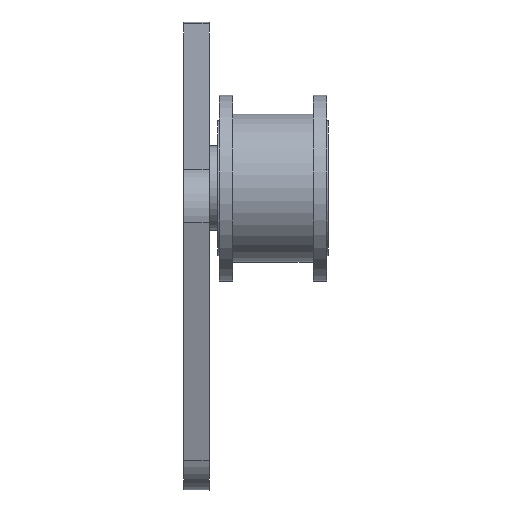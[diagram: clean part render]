
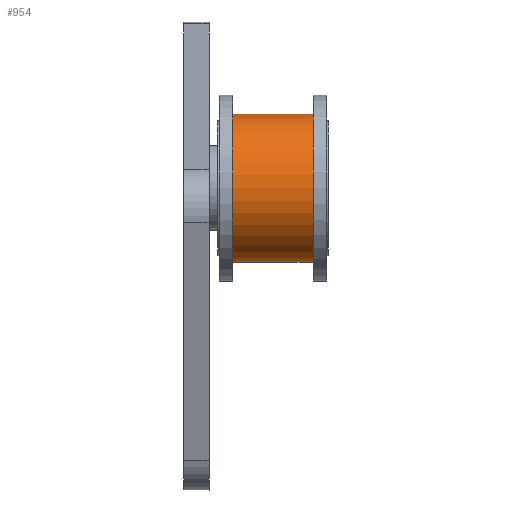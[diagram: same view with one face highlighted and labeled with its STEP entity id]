
A CAD part, front view. The second image highlights one B-rep face of the part: STEP entity #954.
In plain terms, the highlighted cylindrical face has radius 8.75 mm (diameter 17.5 mm), a partial arc.
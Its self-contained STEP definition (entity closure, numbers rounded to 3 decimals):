
#226 = PLANE('',#227);
#227 = AXIS2_PLACEMENT_3D('',#228,#229,#230);
#228 = CARTESIAN_POINT('',(-4.75,11.,0.));
#229 = DIRECTION('',(1.,0.,0.));
#230 = DIRECTION('',(0.,0.,-1.));
#263 = VERTEX_POINT('',#264);
#264 = CARTESIAN_POINT('',(-4.75,0.,-8.75));
#265 = VERTEX_POINT('',#266);
#266 = CARTESIAN_POINT('',(-4.75,0.,8.75));
#274 = CYLINDRICAL_SURFACE('',#275,8.75);
#275 = AXIS2_PLACEMENT_3D('',#276,#277,#278);
#276 = CARTESIAN_POINT('',(0.,0.,0.));
#277 = DIRECTION('',(1.,0.,0.));
#278 = DIRECTION('',(0.,0.,-1.));
#293 = EDGE_CURVE('',#265,#294,#296,.T.);
#294 = VERTEX_POINT('',#295);
#295 = CARTESIAN_POINT('',(4.75,0.,8.75));
#296 = SURFACE_CURVE('',#297,(#301,#308),.PCURVE_S1.);
#297 = LINE('',#298,#299);
#298 = CARTESIAN_POINT('',(0.,0.,8.75));
#299 = VECTOR('',#300,1.);
#300 = DIRECTION('',(1.,0.,0.));
#301 = PCURVE('',#274,#302);
#302 = DEFINITIONAL_REPRESENTATION('',(#303),#307);
#303 = LINE('',#304,#305);
#304 = CARTESIAN_POINT('',(3.142,0.));
#305 = VECTOR('',#306,1.);
#306 = DIRECTION('',(0.,1.));
#307 = ( GEOMETRIC_REPRESENTATION_CONTEXT(2) 
PARAMETRIC_REPRESENTATION_CONTEXT() REPRESENTATION_CONTEXT('2D SPACE',''
  ) );
#308 = PCURVE('',#309,#314);
#309 = CYLINDRICAL_SURFACE('',#310,8.75);
#310 = AXIS2_PLACEMENT_3D('',#311,#312,#313);
#311 = CARTESIAN_POINT('',(0.,0.,0.));
#312 = DIRECTION('',(1.,0.,0.));
#313 = DIRECTION('',(0.,0.,-1.));
#314 = DEFINITIONAL_REPRESENTATION('',(#315),#319);
#315 = LINE('',#316,#317);
#316 = CARTESIAN_POINT('',(3.142,0.));
#317 = VECTOR('',#318,1.);
#318 = DIRECTION('',(0.,1.));
#319 = ( GEOMETRIC_REPRESENTATION_CONTEXT(2) 
PARAMETRIC_REPRESENTATION_CONTEXT() REPRESENTATION_CONTEXT('2D SPACE',''
  ) );
#322 = VERTEX_POINT('',#323);
#323 = CARTESIAN_POINT('',(4.75,0.,-8.75));
#338 = PLANE('',#339);
#339 = AXIS2_PLACEMENT_3D('',#340,#341,#342);
#340 = CARTESIAN_POINT('',(4.75,11.,0.));
#341 = DIRECTION('',(-1.,0.,0.));
#342 = DIRECTION('',(0.,0.,1.));
#354 = EDGE_CURVE('',#263,#322,#355,.T.);
#355 = SURFACE_CURVE('',#356,(#360,#367),.PCURVE_S1.);
#356 = LINE('',#357,#358);
#357 = CARTESIAN_POINT('',(0.,0.,-8.75));
#358 = VECTOR('',#359,1.);
#359 = DIRECTION('',(1.,0.,0.));
#360 = PCURVE('',#274,#361);
#361 = DEFINITIONAL_REPRESENTATION('',(#362),#366);
#362 = LINE('',#363,#364);
#363 = CARTESIAN_POINT('',(0.,0.));
#364 = VECTOR('',#365,1.);
#365 = DIRECTION('',(0.,1.));
#366 = ( GEOMETRIC_REPRESENTATION_CONTEXT(2) 
PARAMETRIC_REPRESENTATION_CONTEXT() REPRESENTATION_CONTEXT('2D SPACE',''
  ) );
#367 = PCURVE('',#309,#368);
#368 = DEFINITIONAL_REPRESENTATION('',(#369),#373);
#369 = LINE('',#370,#371);
#370 = CARTESIAN_POINT('',(6.283,0.));
#371 = VECTOR('',#372,1.);
#372 = DIRECTION('',(0.,1.));
#373 = ( GEOMETRIC_REPRESENTATION_CONTEXT(2) 
PARAMETRIC_REPRESENTATION_CONTEXT() REPRESENTATION_CONTEXT('2D SPACE',''
  ) );
#925 = EDGE_CURVE('',#294,#322,#926,.T.);
#926 = SURFACE_CURVE('',#927,(#932,#943),.PCURVE_S1.);
#927 = CIRCLE('',#928,8.75);
#928 = AXIS2_PLACEMENT_3D('',#929,#930,#931);
#929 = CARTESIAN_POINT('',(4.75,0.,0.));
#930 = DIRECTION('',(1.,-0.,0.));
#931 = DIRECTION('',(0.,0.,-1.));
#932 = PCURVE('',#338,#933);
#933 = DEFINITIONAL_REPRESENTATION('',(#934),#942);
#934 = ( BOUNDED_CURVE() B_SPLINE_CURVE(2,(#935,#936,#937,#938,#939,#940
,#941),.UNSPECIFIED.,.T.,.F.) B_SPLINE_CURVE_WITH_KNOTS((1,2,2,2,2,1),(
    -2.094,0.,2.094,4.189,6.283,
8.378),.UNSPECIFIED.) CURVE() GEOMETRIC_REPRESENTATION_ITEM() 
RATIONAL_B_SPLINE_CURVE((1.,0.5,1.,0.5,1.,0.5,1.)) REPRESENTATION_ITEM(
  '') );
#935 = CARTESIAN_POINT('',(-8.75,-11.));
#936 = CARTESIAN_POINT('',(-8.75,4.155));
#937 = CARTESIAN_POINT('',(4.375,-3.422));
#938 = CARTESIAN_POINT('',(17.5,-11.));
#939 = CARTESIAN_POINT('',(4.375,-18.578));
#940 = CARTESIAN_POINT('',(-8.75,-26.155));
#941 = CARTESIAN_POINT('',(-8.75,-11.));
#942 = ( GEOMETRIC_REPRESENTATION_CONTEXT(2) 
PARAMETRIC_REPRESENTATION_CONTEXT() REPRESENTATION_CONTEXT('2D SPACE',''
  ) );
#943 = PCURVE('',#309,#944);
#944 = DEFINITIONAL_REPRESENTATION('',(#945),#949);
#945 = LINE('',#946,#947);
#946 = CARTESIAN_POINT('',(0.,4.75));
#947 = VECTOR('',#948,1.);
#948 = DIRECTION('',(1.,0.));
#949 = ( GEOMETRIC_REPRESENTATION_CONTEXT(2) 
PARAMETRIC_REPRESENTATION_CONTEXT() REPRESENTATION_CONTEXT('2D SPACE',''
  ) );
#954 = ADVANCED_FACE('',(#955),#309,.T.);
#955 = FACE_BOUND('',#956,.T.);
#956 = EDGE_LOOP('',(#957,#958,#980,#981));
#957 = ORIENTED_EDGE('',*,*,#293,.F.);
#958 = ORIENTED_EDGE('',*,*,#959,.T.);
#959 = EDGE_CURVE('',#265,#263,#960,.T.);
#960 = SURFACE_CURVE('',#961,(#966,#973),.PCURVE_S1.);
#961 = CIRCLE('',#962,8.75);
#962 = AXIS2_PLACEMENT_3D('',#963,#964,#965);
#963 = CARTESIAN_POINT('',(-4.75,0.,0.));
#964 = DIRECTION('',(1.,-0.,0.));
#965 = DIRECTION('',(0.,0.,-1.));
#966 = PCURVE('',#309,#967);
#967 = DEFINITIONAL_REPRESENTATION('',(#968),#972);
#968 = LINE('',#969,#970);
#969 = CARTESIAN_POINT('',(0.,-4.75));
#970 = VECTOR('',#971,1.);
#971 = DIRECTION('',(1.,0.));
#972 = ( GEOMETRIC_REPRESENTATION_CONTEXT(2) 
PARAMETRIC_REPRESENTATION_CONTEXT() REPRESENTATION_CONTEXT('2D SPACE',''
  ) );
#973 = PCURVE('',#226,#974);
#974 = DEFINITIONAL_REPRESENTATION('',(#975),#979);
#975 = CIRCLE('',#976,8.75);
#976 = AXIS2_PLACEMENT_2D('',#977,#978);
#977 = CARTESIAN_POINT('',(0.,-11.));
#978 = DIRECTION('',(1.,0.));
#979 = ( GEOMETRIC_REPRESENTATION_CONTEXT(2) 
PARAMETRIC_REPRESENTATION_CONTEXT() REPRESENTATION_CONTEXT('2D SPACE',''
  ) );
#980 = ORIENTED_EDGE('',*,*,#354,.T.);
#981 = ORIENTED_EDGE('',*,*,#925,.F.);
